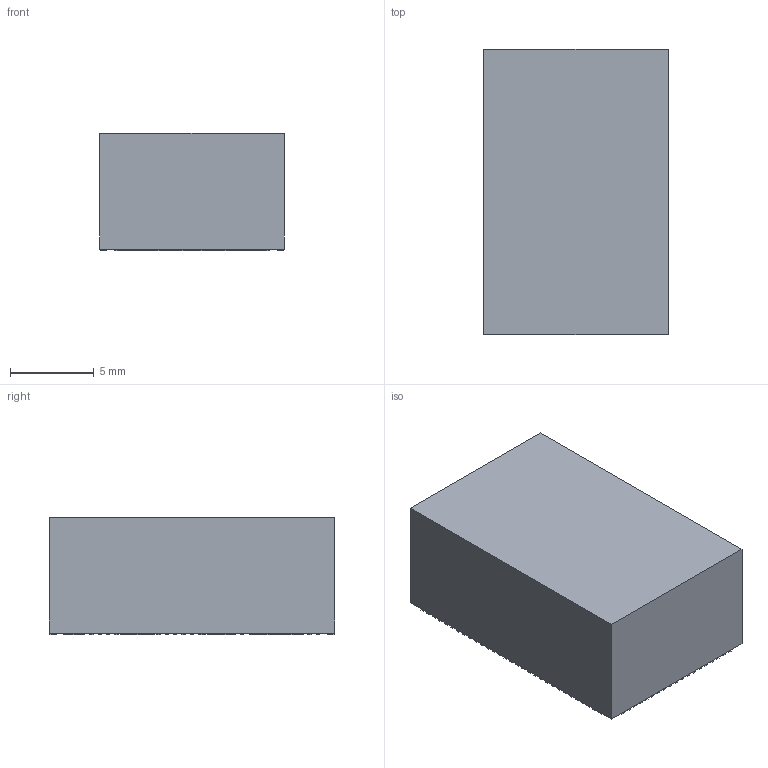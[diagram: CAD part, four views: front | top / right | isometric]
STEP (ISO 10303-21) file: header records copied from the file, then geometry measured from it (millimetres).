
FILE_DESCRIPTION(('FreeCAD Model'),'2;1');
FILE_NAME('1394384.1.2.stp','2020-04-10T05:11:10',( 'Author'),(''),'Open CASCADE STEP processor 6.9','FreeCAD','Unknown' );
FILE_SCHEMA(('AUTOMOTIVE_DESIGN { 1 0 10303 214 1 1 1 1 }'));
Length unit declared in the file: millimetre
Products named in the file (3): ASSEMBLY; Body; Pins
Assembly tree (2 placements, depth 2):
  ASSEMBLY
    Body
    Pins
Bounding box: 11 x 17 x 7.01 mm (x, y, z)
Volume: 1298.4 mm3; surface area: 905.5 mm2
Topology: 106 solids, 106 shells, 636 faces, 1272 edges, 848 vertices
Faces by surface type: plane 636
Entity records: 33446 total; most frequent: CARTESIAN_POINT 5303, DIRECTION 5094, LINE 3816, VECTOR 3816, ORIENTED_EDGE 2544, PCURVE 2544, DEFINITIONAL_REPRESENTATION 2544, EDGE_CURVE 1272
